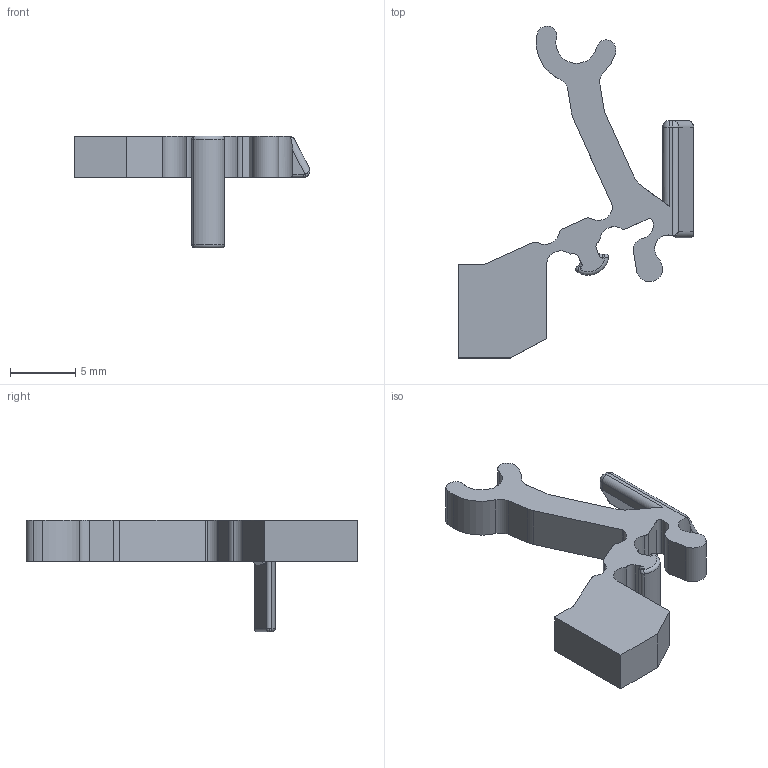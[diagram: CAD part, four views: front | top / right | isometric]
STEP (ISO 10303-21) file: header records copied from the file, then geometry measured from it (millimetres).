
FILE_DESCRIPTION (( 'STEP AP214' ), '1' );
FILE_NAME ('switch-flexures.STEP', '2024-11-12T17:00:54', ( '' ), ( '' ), 'SwSTEP 2.0', 'SolidWorks 2023', '' );
FILE_SCHEMA (( 'AUTOMOTIVE_DESIGN' ));
Length unit declared in the file: millimetre
Products named in the file (1): switch-flexures
Bounding box: 18.08 x 25.45 x 8.59 mm (x, y, z)
Volume: 422.4 mm3; surface area: 652.6 mm2
Topology: 1 solids, 1 shells, 96 faces, 255 edges, 153 vertices
Faces by surface type: cylinder 51, plane 30, sphere 10, torus 3, bspline 2
Entity records: 2961 total; most frequent: CARTESIAN_POINT 584, DIRECTION 521, ORIENTED_EDGE 490, EDGE_CURVE 245, AXIS2_PLACEMENT_3D 195, VERTEX_POINT 151, VECTOR 131, LINE 131
